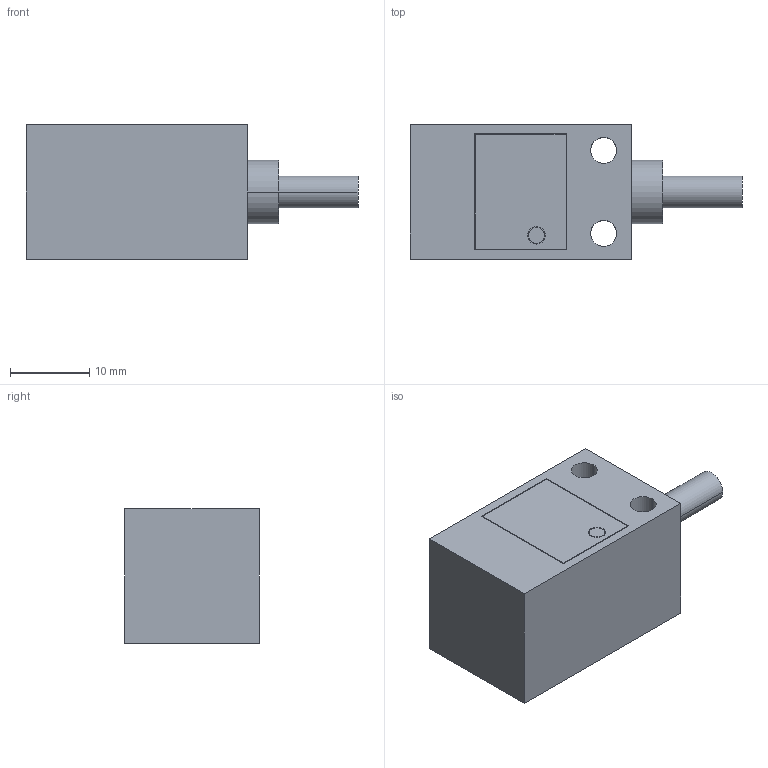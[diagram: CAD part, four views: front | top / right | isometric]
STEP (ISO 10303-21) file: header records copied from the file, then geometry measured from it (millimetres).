
FILE_DESCRIPTION (( 'STEP AP203' ), '1' );
FILE_NAME ('TL_Q5MC1.step', '2006-09-19T00:43:41', ( 'OSMC1.0 ' ), ( ' ' ), 'SwSTEP 2.0', 'SolidWorks 2002025', '' );
FILE_SCHEMA (( 'CONFIG_CONTROL_DESIGN' ));
Length unit declared in the file: millimetre
Products named in the file (1): TL_Q5MC1
Bounding box: 42 x 17 x 17 mm (x, y, z)
Volume: 8110.8 mm3; surface area: 3369.4 mm2
Topology: 1 solids, 1 shells, 65 faces, 172 edges, 114 vertices
Faces by surface type: plane 52, cylinder 13
Entity records: 2081 total; most frequent: CARTESIAN_POINT 352, ORIENTED_EDGE 344, DIRECTION 330, EDGE_CURVE 172, VECTOR 146, LINE 146, VERTEX_POINT 114, AXIS2_PLACEMENT_3D 92
